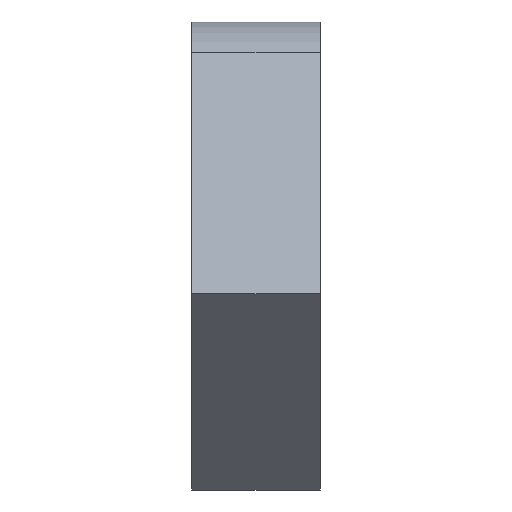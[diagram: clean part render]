
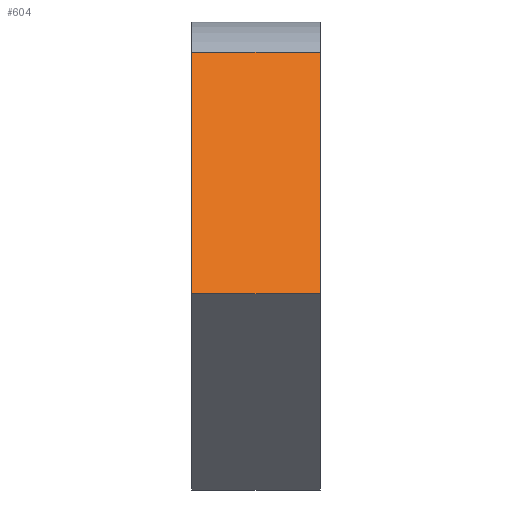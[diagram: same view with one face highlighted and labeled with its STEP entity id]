
A CAD part, front view. The second image highlights one B-rep face of the part: STEP entity #604.
In plain terms, the highlighted planar face has unit normal (0, -0.707, 0.707).
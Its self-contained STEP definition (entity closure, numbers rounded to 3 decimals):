
#40=PLANE('',#658);
#58=FACE_OUTER_BOUND('',#88,.T.);
#88=EDGE_LOOP('',(#431,#432,#433,#434));
#145=LINE('',#907,#201);
#146=LINE('',#910,#202);
#147=LINE('',#912,#203);
#148=LINE('',#913,#204);
#201=VECTOR('',#731,10.);
#202=VECTOR('',#734,10.);
#203=VECTOR('',#735,10.);
#204=VECTOR('',#736,10.);
#285=VERTEX_POINT('',#900);
#288=VERTEX_POINT('',#905);
#289=VERTEX_POINT('',#909);
#290=VERTEX_POINT('',#911);
#345=EDGE_CURVE('',#288,#285,#145,.T.);
#346=EDGE_CURVE('',#289,#288,#146,.T.);
#347=EDGE_CURVE('',#289,#290,#147,.T.);
#348=EDGE_CURVE('',#285,#290,#148,.T.);
#431=ORIENTED_EDGE('',*,*,#345,.F.);
#432=ORIENTED_EDGE('',*,*,#346,.F.);
#433=ORIENTED_EDGE('',*,*,#347,.T.);
#434=ORIENTED_EDGE('',*,*,#348,.F.);
#604=ADVANCED_FACE('',(#58),#40,.T.);
#658=AXIS2_PLACEMENT_3D('',#908,#732,#733);
#731=DIRECTION('',(1.,0.,0.));
#732=DIRECTION('center_axis',(0.,-0.707,0.707));
#733=DIRECTION('ref_axis',(0.,-0.707,-0.707));
#734=DIRECTION('',(0.,0.707,0.707));
#735=DIRECTION('',(1.,0.,0.));
#736=DIRECTION('',(0.,-0.707,-0.707));
#900=CARTESIAN_POINT('',(12.5,10.958,49.142));
#905=CARTESIAN_POINT('',(-12.5,10.958,49.142));
#907=CARTESIAN_POINT('',(0.,10.958,49.142));
#908=CARTESIAN_POINT('Origin',(0.,16.816,55.));
#909=CARTESIAN_POINT('',(-12.5,-36.062,2.121));
#910=CARTESIAN_POINT('',(-12.5,-19.092,19.092));
#911=CARTESIAN_POINT('',(12.5,-36.062,2.121));
#912=CARTESIAN_POINT('',(0.,-36.062,2.121));
#913=CARTESIAN_POINT('',(12.5,16.816,55.));
